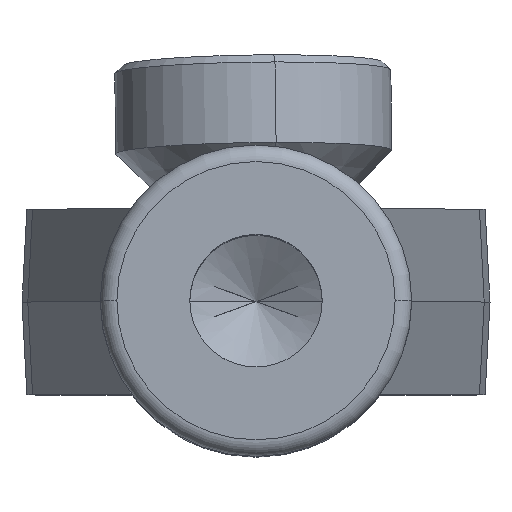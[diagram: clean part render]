
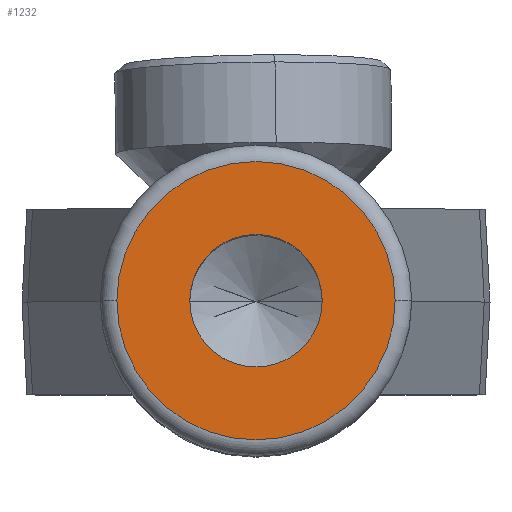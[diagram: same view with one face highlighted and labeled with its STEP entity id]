
A CAD part, top view. The second image highlights one B-rep face of the part: STEP entity #1232.
In plain terms, the highlighted planar face has unit normal (0, 0, 1).
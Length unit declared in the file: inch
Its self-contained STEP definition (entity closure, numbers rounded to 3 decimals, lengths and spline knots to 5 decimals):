
#93 = EDGE_CURVE ( 'NONE', #286, #542, #1704, .T. ) ;
#123 = CIRCLE ( 'NONE', #561, 0.126 ) ;
#135 = DIRECTION ( 'NONE',  ( 0., 0., 1. ) ) ;
#165 = CARTESIAN_POINT ( 'NONE',  ( 0., 0., 0. ) ) ;
#250 = DIRECTION ( 'NONE',  ( 1., 0., 0. ) ) ;
#284 = DIRECTION ( 'NONE',  ( -1., 0., 0. ) ) ;
#286 = VERTEX_POINT ( 'NONE', #1443 ) ;
#313 = CIRCLE ( 'NONE', #345, 0.06 ) ;
#345 = AXIS2_PLACEMENT_3D ( 'NONE', #1486, #523, #250 ) ;
#409 = DIRECTION ( 'NONE',  ( -1., 0., 0. ) ) ;
#414 = AXIS2_PLACEMENT_3D ( 'NONE', #521, #1465, #635 ) ;
#428 = FACE_BOUND ( 'NONE', #584, .T. ) ;
#429 = DIRECTION ( 'NONE',  ( 0., 0., 1. ) ) ;
#447 = CARTESIAN_POINT ( 'NONE',  ( 0., 0., 0. ) ) ;
#475 = ORIENTED_EDGE ( 'NONE', *, *, #93, .T. ) ;
#492 = EDGE_CURVE ( 'NONE', #1750, #1328, #313, .T. ) ;
#521 = CARTESIAN_POINT ( 'NONE',  ( 0., 0., 0. ) ) ;
#523 = DIRECTION ( 'NONE',  ( 0., 0., 1. ) ) ;
#542 = VERTEX_POINT ( 'NONE', #939 ) ;
#550 = DIRECTION ( 'NONE',  ( -1., 0., 0. ) ) ;
#559 = CARTESIAN_POINT ( 'NONE',  ( -0.06, 0., 0. ) ) ;
#561 = AXIS2_PLACEMENT_3D ( 'NONE', #165, #429, #284 ) ;
#584 = EDGE_LOOP ( 'NONE', ( #989, #1112 ) ) ;
#635 = DIRECTION ( 'NONE',  ( 1., 0., 0. ) ) ;
#848 = EDGE_LOOP ( 'NONE', ( #1581, #475 ) ) ;
#874 = FACE_OUTER_BOUND ( 'NONE', #848, .T. ) ;
#939 = CARTESIAN_POINT ( 'NONE',  ( -0.126, 0., 0. ) ) ;
#989 = ORIENTED_EDGE ( 'NONE', *, *, #492, .F. ) ;
#1011 = EDGE_CURVE ( 'NONE', #1328, #1750, #1079, .T. ) ;
#1079 = CIRCLE ( 'NONE', #414, 0.06 ) ;
#1092 = DIRECTION ( 'NONE',  ( 0., 0., -1. ) ) ;
#1112 = ORIENTED_EDGE ( 'NONE', *, *, #1011, .F. ) ;
#1199 = CARTESIAN_POINT ( 'NONE',  ( 0., 0., 0. ) ) ;
#1207 = PLANE ( 'NONE',  #1473 ) ;
#1232 = ADVANCED_FACE ( 'NONE', ( #428, #874 ), #1207, .F. ) ;
#1305 = EDGE_CURVE ( 'NONE', #542, #286, #123, .T. ) ;
#1314 = CARTESIAN_POINT ( 'NONE',  ( 0.06, 0., 0. ) ) ;
#1328 = VERTEX_POINT ( 'NONE', #559 ) ;
#1443 = CARTESIAN_POINT ( 'NONE',  ( 0.126, 0., 0. ) ) ;
#1465 = DIRECTION ( 'NONE',  ( 0., 0., 1. ) ) ;
#1473 = AXIS2_PLACEMENT_3D ( 'NONE', #1199, #1092, #550 ) ;
#1486 = CARTESIAN_POINT ( 'NONE',  ( 0., 0., 0. ) ) ;
#1487 = AXIS2_PLACEMENT_3D ( 'NONE', #447, #135, #409 ) ;
#1581 = ORIENTED_EDGE ( 'NONE', *, *, #1305, .T. ) ;
#1704 = CIRCLE ( 'NONE', #1487, 0.126 ) ;
#1750 = VERTEX_POINT ( 'NONE', #1314 ) ;
